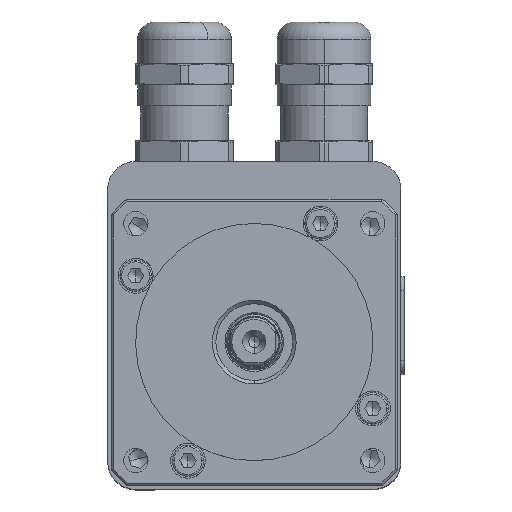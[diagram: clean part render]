
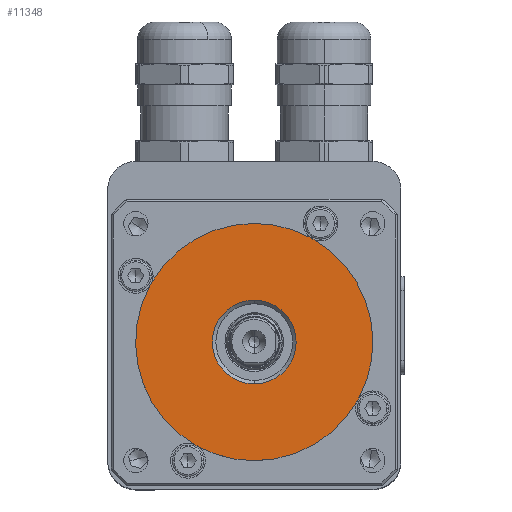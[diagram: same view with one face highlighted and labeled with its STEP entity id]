
A CAD part, top view. The second image highlights one B-rep face of the part: STEP entity #11348.
In plain terms, the highlighted planar face has unit normal (0, 0, 1).
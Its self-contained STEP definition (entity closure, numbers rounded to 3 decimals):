
#2129=CARTESIAN_POINT('',(-15.,8.,61.));
#2130=VERTEX_POINT('',#2129);
#2137=CARTESIAN_POINT('',(-14.674,8.583,61.));
#2138=VERTEX_POINT('',#2137);
#2139=CARTESIAN_POINT('',(-17.,9.5,61.));
#2140=DIRECTION('',(0.0,0.0,-1.0));
#2141=DIRECTION('',(0.0,1.0,0.0));
#2142=AXIS2_PLACEMENT_3D('',#2139,#2140,#2141);
#2143=CIRCLE('',#2142,2.5);
#2144=EDGE_CURVE('',#2138,#2130,#2143,.T.);
#2352=CARTESIAN_POINT('',(-8.,-15.,61.));
#2353=VERTEX_POINT('',#2352);
#2360=CARTESIAN_POINT('',(-8.583,-14.674,61.));
#2361=VERTEX_POINT('',#2360);
#2362=CARTESIAN_POINT('',(-9.5,-17.,61.));
#2363=DIRECTION('',(0.0,0.0,-1.0));
#2364=DIRECTION('',(0.0,1.0,0.0));
#2365=AXIS2_PLACEMENT_3D('',#2362,#2363,#2364);
#2366=CIRCLE('',#2365,2.5);
#2367=EDGE_CURVE('',#2361,#2353,#2366,.T.);
#2394=CARTESIAN_POINT('',(0.,-17.0,61.0));
#2395=VERTEX_POINT('',#2394);
#2411=CARTESIAN_POINT('',(14.674,-8.583,61.));
#2412=VERTEX_POINT('',#2411);
#2419=CARTESIAN_POINT('',(0.,0.,61.));
#2420=DIRECTION('',(0.0,0.0,-1.0));
#2421=DIRECTION('',(0.0,-1.0,0.0));
#2422=AXIS2_PLACEMENT_3D('',#2419,#2420,#2421);
#2423=CIRCLE('',#2422,17.0);
#2424=EDGE_CURVE('',#2412,#2395,#2423,.T.);
#2434=CARTESIAN_POINT('',(0.,17.0,61.0));
#2435=VERTEX_POINT('',#2434);
#2444=CARTESIAN_POINT('',(8.,15.,61.));
#2445=VERTEX_POINT('',#2444);
#2446=CARTESIAN_POINT('',(0.,0.,61.));
#2447=DIRECTION('',(0.0,0.0,-1.0));
#2448=DIRECTION('',(0.0,-1.0,0.0));
#2449=AXIS2_PLACEMENT_3D('',#2446,#2447,#2448);
#2450=CIRCLE('',#2449,17.0);
#2451=EDGE_CURVE('',#2435,#2445,#2450,.T.);
#2646=CARTESIAN_POINT('',(0.,-6.,61.));
#2647=VERTEX_POINT('',#2646);
#2663=CARTESIAN_POINT('',(0.,6.,61.));
#2664=VERTEX_POINT('',#2663);
#2671=CARTESIAN_POINT('',(0.,0.,61.));
#2672=DIRECTION('',(0.0,0.0,1.0));
#2673=DIRECTION('',(0.0,-1.0,0.0));
#2674=AXIS2_PLACEMENT_3D('',#2671,#2672,#2673);
#2675=CIRCLE('',#2674,6.);
#2676=EDGE_CURVE('',#2664,#2647,#2675,.T.);
#11277=CARTESIAN_POINT('',(0.,0.,61.));
#11278=DIRECTION('',(0.0,0.0,-1.0));
#11279=DIRECTION('',(0.0,-1.0,0.0));
#11280=AXIS2_PLACEMENT_3D('',#11277,#11278,#11279);
#11281=CIRCLE('',#11280,17.0);
#11282=EDGE_CURVE('',#2361,#2130,#11281,.T.);
#11287=CARTESIAN_POINT('',(0.,0.,61.));
#11288=DIRECTION('',(0.0,0.0,-1.0));
#11289=DIRECTION('',(0.0,-1.0,0.0));
#11290=AXIS2_PLACEMENT_3D('',#11287,#11288,#11289);
#11291=PLANE('',#11290);
#11292=ORIENTED_EDGE('',*,*,#2144,.T.);
#11293=ORIENTED_EDGE('',*,*,#11282,.F.);
#11294=ORIENTED_EDGE('',*,*,#2367,.T.);
#11295=CARTESIAN_POINT('',(0.,0.,61.));
#11296=DIRECTION('',(0.0,0.0,-1.0));
#11297=DIRECTION('',(0.0,-1.0,0.0));
#11298=AXIS2_PLACEMENT_3D('',#11295,#11296,#11297);
#11299=CIRCLE('',#11298,17.0);
#11300=EDGE_CURVE('',#2395,#2353,#11299,.T.);
#11301=ORIENTED_EDGE('',*,*,#11300,.F.);
#11302=ORIENTED_EDGE('',*,*,#2424,.F.);
#11303=CARTESIAN_POINT('',(15.,-8.,61.));
#11304=VERTEX_POINT('',#11303);
#11305=CARTESIAN_POINT('',(17.,-9.5,61.));
#11306=DIRECTION('',(0.0,0.0,-1.0));
#11307=DIRECTION('',(0.0,1.0,0.0));
#11308=AXIS2_PLACEMENT_3D('',#11305,#11306,#11307);
#11309=CIRCLE('',#11308,2.5);
#11310=EDGE_CURVE('',#2412,#11304,#11309,.T.);
#11311=ORIENTED_EDGE('',*,*,#11310,.T.);
#11312=CARTESIAN_POINT('',(8.583,14.674,61.));
#11313=VERTEX_POINT('',#11312);
#11314=CARTESIAN_POINT('',(0.,0.,61.));
#11315=DIRECTION('',(0.0,0.0,-1.0));
#11316=DIRECTION('',(0.0,-1.0,0.0));
#11317=AXIS2_PLACEMENT_3D('',#11314,#11315,#11316);
#11318=CIRCLE('',#11317,17.0);
#11319=EDGE_CURVE('',#11313,#11304,#11318,.T.);
#11320=ORIENTED_EDGE('',*,*,#11319,.F.);
#11321=CARTESIAN_POINT('',(9.5,17.,61.));
#11322=DIRECTION('',(0.0,0.0,-1.0));
#11323=DIRECTION('',(0.0,1.0,0.0));
#11324=AXIS2_PLACEMENT_3D('',#11321,#11322,#11323);
#11325=CIRCLE('',#11324,2.5);
#11326=EDGE_CURVE('',#11313,#2445,#11325,.T.);
#11327=ORIENTED_EDGE('',*,*,#11326,.T.);
#11328=ORIENTED_EDGE('',*,*,#2451,.F.);
#11329=CARTESIAN_POINT('',(0.,0.,61.));
#11330=DIRECTION('',(0.0,0.0,-1.0));
#11331=DIRECTION('',(0.0,-1.0,0.0));
#11332=AXIS2_PLACEMENT_3D('',#11329,#11330,#11331);
#11333=CIRCLE('',#11332,17.0);
#11334=EDGE_CURVE('',#2138,#2435,#11333,.T.);
#11335=ORIENTED_EDGE('',*,*,#11334,.F.);
#11336=EDGE_LOOP('',(#11292,#11293,#11294,#11301,#11302,#11311,#11320,#11327,#11328,#11335));
#11337=FACE_OUTER_BOUND('',#11336,.T.);
#11338=ORIENTED_EDGE('',*,*,#2676,.F.);
#11339=CARTESIAN_POINT('',(0.,0.,61.));
#11340=DIRECTION('',(0.0,0.0,1.0));
#11341=DIRECTION('',(0.0,-1.0,0.0));
#11342=AXIS2_PLACEMENT_3D('',#11339,#11340,#11341);
#11343=CIRCLE('',#11342,6.);
#11344=EDGE_CURVE('',#2647,#2664,#11343,.T.);
#11345=ORIENTED_EDGE('',*,*,#11344,.F.);
#11346=EDGE_LOOP('',(#11338,#11345));
#11347=FACE_BOUND('',#11346,.T.);
#11348=ADVANCED_FACE('',(#11337,#11347),#11291,.F.);
